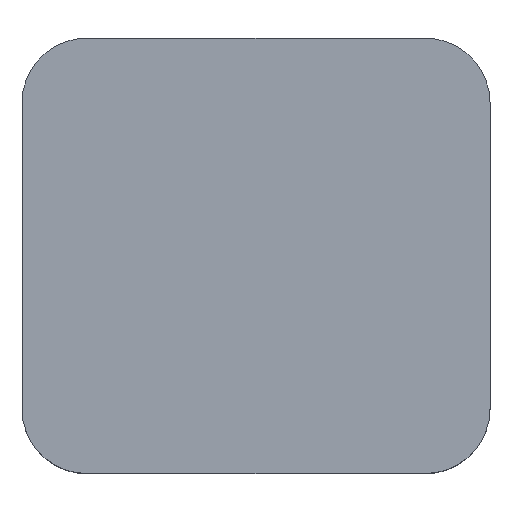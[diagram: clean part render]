
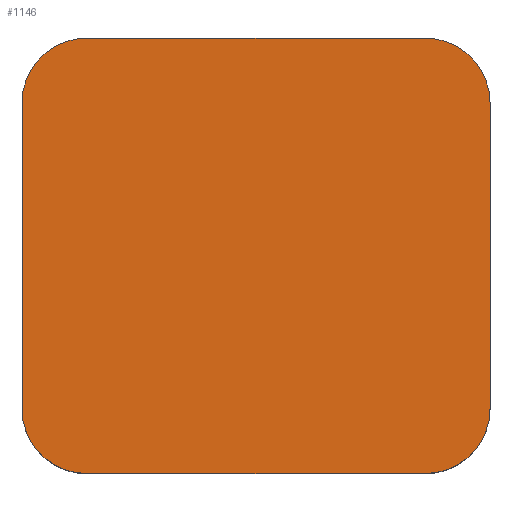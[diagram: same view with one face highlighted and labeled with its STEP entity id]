
A CAD part, top view. The second image highlights one B-rep face of the part: STEP entity #1146.
In plain terms, the highlighted planar face has unit normal (0, 0, 1).
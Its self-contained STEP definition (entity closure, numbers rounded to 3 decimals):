
#956 = VERTEX_POINT('',#957);
#957 = CARTESIAN_POINT('',(-2.634,-3.386,4.921
    ));
#963 = EDGE_CURVE('',#964,#956,#966,.T.);
#964 = VERTEX_POINT('',#965);
#965 = CARTESIAN_POINT('',(-3.64,-2.38,4.921
    ));
#966 = CIRCLE('',#967,1.006);
#967 = AXIS2_PLACEMENT_3D('',#968,#969,#970);
#968 = CARTESIAN_POINT('',(-2.634,-2.38,4.921
    ));
#969 = DIRECTION('',(0.,0.,1.));
#970 = DIRECTION('',(0.,1.,0.));
#988 = VERTEX_POINT('',#989);
#989 = CARTESIAN_POINT('',(2.634,-3.386,4.921)
  );
#995 = EDGE_CURVE('',#956,#988,#996,.T.);
#996 = LINE('',#997,#998);
#997 = CARTESIAN_POINT('',(2.634,-3.386,4.921)
  );
#998 = VECTOR('',#999,1.);
#999 = DIRECTION('',(1.,0.,0.));
#1012 = VERTEX_POINT('',#1013);
#1013 = CARTESIAN_POINT('',(3.64,-2.38,4.921
    ));
#1019 = EDGE_CURVE('',#988,#1012,#1020,.T.);
#1020 = CIRCLE('',#1021,1.006);
#1021 = AXIS2_PLACEMENT_3D('',#1022,#1023,#1024);
#1022 = CARTESIAN_POINT('',(2.634,-2.38,4.921
    ));
#1023 = DIRECTION('',(0.,0.,1.));
#1024 = DIRECTION('',(0.,-1.,0.));
#1037 = VERTEX_POINT('',#1038);
#1038 = CARTESIAN_POINT('',(3.64,2.38,4.921)
  );
#1044 = EDGE_CURVE('',#1012,#1037,#1045,.T.);
#1045 = LINE('',#1046,#1047);
#1046 = CARTESIAN_POINT('',(3.64,-2.38,4.921
    ));
#1047 = VECTOR('',#1048,1.);
#1048 = DIRECTION('',(0.,1.,0.));
#1061 = VERTEX_POINT('',#1062);
#1062 = CARTESIAN_POINT('',(2.634,3.386,4.921)
  );
#1068 = EDGE_CURVE('',#1037,#1061,#1069,.T.);
#1069 = CIRCLE('',#1070,1.006);
#1070 = AXIS2_PLACEMENT_3D('',#1071,#1072,#1073);
#1071 = CARTESIAN_POINT('',(2.634,2.38,4.921)
  );
#1072 = DIRECTION('',(0.,0.,1.));
#1073 = DIRECTION('',(0.,-1.,0.));
#1086 = VERTEX_POINT('',#1087);
#1087 = CARTESIAN_POINT('',(-2.634,3.386,4.921
    ));
#1093 = EDGE_CURVE('',#1061,#1086,#1094,.T.);
#1094 = LINE('',#1095,#1096);
#1095 = CARTESIAN_POINT('',(2.634,3.386,4.921)
  );
#1096 = VECTOR('',#1097,1.);
#1097 = DIRECTION('',(-1.,0.,0.));
#1110 = VERTEX_POINT('',#1111);
#1111 = CARTESIAN_POINT('',(-3.64,2.38,4.921
    ));
#1117 = EDGE_CURVE('',#1086,#1110,#1118,.T.);
#1118 = CIRCLE('',#1119,1.006);
#1119 = AXIS2_PLACEMENT_3D('',#1120,#1121,#1122);
#1120 = CARTESIAN_POINT('',(-2.634,2.38,4.921
    ));
#1121 = DIRECTION('',(0.,0.,1.));
#1122 = DIRECTION('',(0.,-1.,0.));
#1135 = EDGE_CURVE('',#1110,#964,#1136,.T.);
#1136 = LINE('',#1137,#1138);
#1137 = CARTESIAN_POINT('',(-3.64,-2.38,
    4.921));
#1138 = VECTOR('',#1139,1.);
#1139 = DIRECTION('',(0.,-1.,0.));
#1146 = ADVANCED_FACE('',(#1147),#1157,.F.);
#1147 = FACE_BOUND('',#1148,.T.);
#1148 = EDGE_LOOP('',(#1149,#1150,#1151,#1152,#1153,#1154,#1155,#1156));
#1149 = ORIENTED_EDGE('',*,*,#963,.T.);
#1150 = ORIENTED_EDGE('',*,*,#995,.T.);
#1151 = ORIENTED_EDGE('',*,*,#1019,.T.);
#1152 = ORIENTED_EDGE('',*,*,#1044,.T.);
#1153 = ORIENTED_EDGE('',*,*,#1068,.T.);
#1154 = ORIENTED_EDGE('',*,*,#1093,.T.);
#1155 = ORIENTED_EDGE('',*,*,#1117,.T.);
#1156 = ORIENTED_EDGE('',*,*,#1135,.T.);
#1157 = PLANE('',#1158);
#1158 = AXIS2_PLACEMENT_3D('',#1159,#1160,#1161);
#1159 = CARTESIAN_POINT('',(-2.634,-2.38,
    4.921));
#1160 = DIRECTION('',(0.,0.,-1.));
#1161 = DIRECTION('',(0.,1.,0.));
